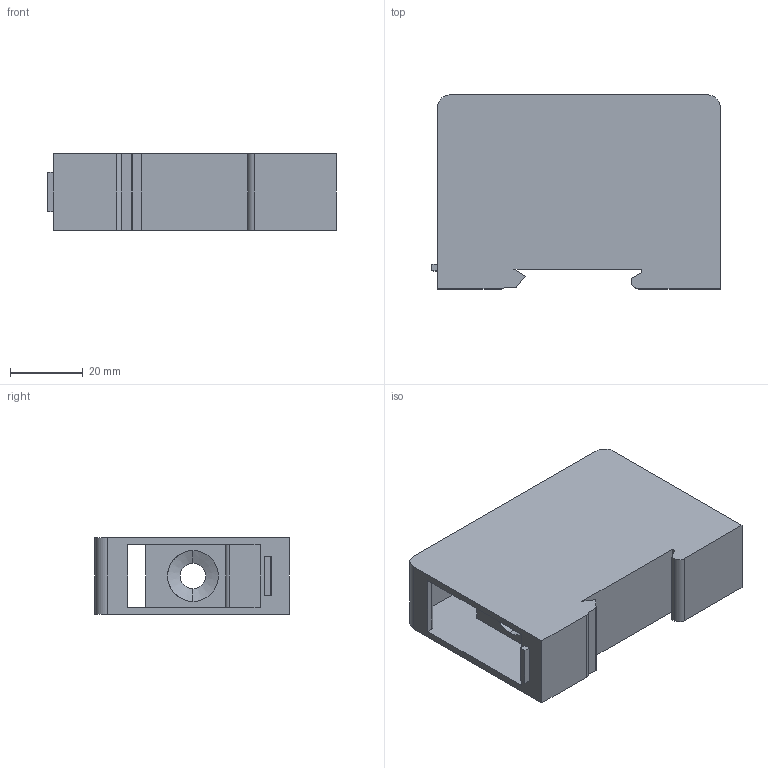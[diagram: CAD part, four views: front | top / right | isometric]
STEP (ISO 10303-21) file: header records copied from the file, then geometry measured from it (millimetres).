
FILE_DESCRIPTION((''),'2;1');
FILE_NAME('21','2024-01-23T',('dell'),(''),'PRO/ENGINEER BY PARAMETRIC TECHNOLOGY CORPORATION, 2013230','PRO/ENGINEER BY PARAMETRIC TECHNOLOGY CORPORATION, 2013230','');
FILE_SCHEMA(('AUTOMOTIVE_DESIGN { 1 0 10303 214 1 1 1 1 }'));
Length unit declared in the file: millimetre
Products named in the file (1): 21
Bounding box: 79.61 x 53.5 x 21 mm (x, y, z)
Volume: 43850.5 mm3; surface area: 22572.7 mm2
Topology: 1 solids, 1 shells, 70 faces, 193 edges, 126 vertices
Faces by surface type: plane 39, cylinder 27, cone 4
Entity records: 2438 total; most frequent: CARTESIAN_POINT 531, ORIENTED_EDGE 386, DIRECTION 371, EDGE_CURVE 193, VECTOR 139, LINE 139, VERTEX_POINT 126, AXIS2_PLACEMENT_3D 116
